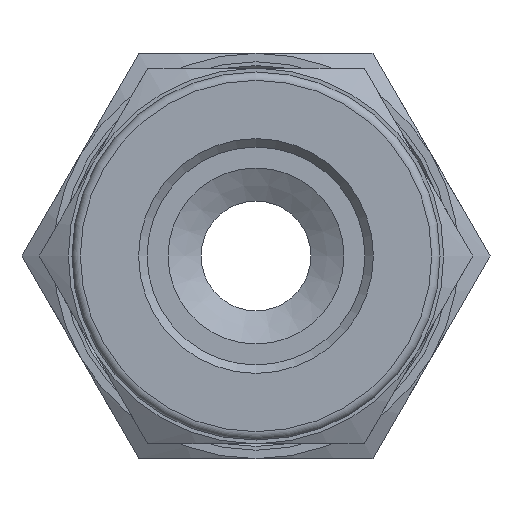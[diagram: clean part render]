
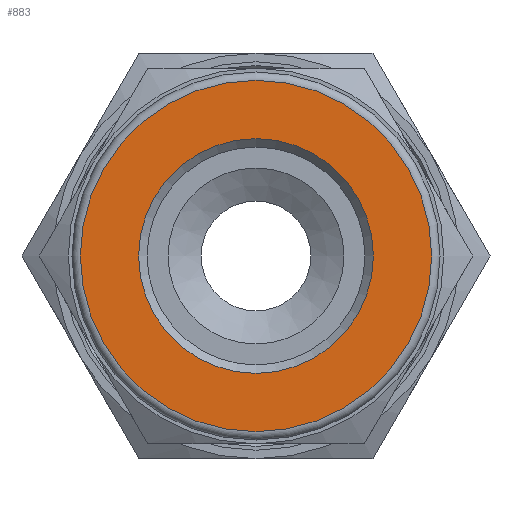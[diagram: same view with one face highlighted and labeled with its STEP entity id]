
A CAD part, left-side view. The second image highlights one B-rep face of the part: STEP entity #883.
In plain terms, the highlighted planar face has unit normal (-1, 0, 0).
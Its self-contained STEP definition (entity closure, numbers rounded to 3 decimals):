
#31=FACE_BOUND('',#199,.T.);
#51=CIRCLE('',#978,6.95);
#52=CIRCLE('',#980,10.4);
#133=FACE_OUTER_BOUND('',#198,.T.);
#198=EDGE_LOOP('',(#657));
#199=EDGE_LOOP('',(#658));
#400=VERTEX_POINT('',#1459);
#401=VERTEX_POINT('',#1463);
#494=EDGE_CURVE('',#400,#400,#51,.T.);
#495=EDGE_CURVE('',#401,#401,#52,.T.);
#657=ORIENTED_EDGE('',*,*,#495,.F.);
#658=ORIENTED_EDGE('',*,*,#494,.T.);
#854=PLANE('',#979);
#883=ADVANCED_FACE('',(#133,#31),#854,.T.);
#978=AXIS2_PLACEMENT_3D('',#1461,#1137,#1138);
#979=AXIS2_PLACEMENT_3D('',#1462,#1139,#1140);
#980=AXIS2_PLACEMENT_3D('',#1464,#1141,#1142);
#1137=DIRECTION('center_axis',(1.,0.,0.));
#1138=DIRECTION('ref_axis',(0.,0.,-1.));
#1139=DIRECTION('center_axis',(-1.,0.,0.));
#1140=DIRECTION('ref_axis',(0.,0.,1.));
#1141=DIRECTION('center_axis',(1.,0.,0.));
#1142=DIRECTION('ref_axis',(0.,0.,-1.));
#1459=CARTESIAN_POINT('',(-0.004,-6.95,0.));
#1461=CARTESIAN_POINT('Origin',(-0.004,0.,
0.));
#1462=CARTESIAN_POINT('Origin',(-0.004,10.4,0.));
#1463=CARTESIAN_POINT('',(-0.004,0.,10.4));
#1464=CARTESIAN_POINT('Origin',(-0.004,0.,
0.));
